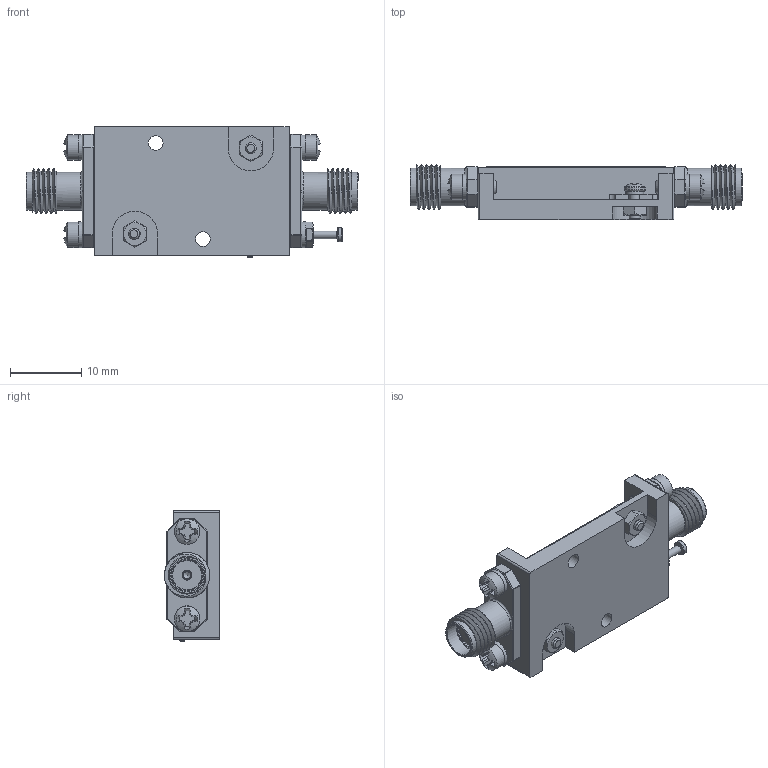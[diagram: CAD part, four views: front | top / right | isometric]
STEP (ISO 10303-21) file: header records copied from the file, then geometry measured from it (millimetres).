
FILE_DESCRIPTION (( 'STEP AP214' ), '1' );
FILE_NAME ('PLN-32-68-2-LCA.STEP', '2025-05-13T14:00:04', ( '' ), ( '' ), 'SwSTEP 2.0', 'SolidWorks 2024', '' );
FILE_SCHEMA (( 'AUTOMOTIVE_DESIGN' ));
Length unit declared in the file: inch
Products named in the file (1): PLN-32-68-2-LCA
Bounding box: 46.48 x 7.73 x 18.29 mm (x, y, z)
Volume: 3213.8 mm3; surface area: 4988.2 mm2
Topology: 27 solids, 27 shells, 807 faces, 2639 edges, 1986 vertices
Faces by surface type: plane 377, cylinder 207, cone 70, torus 70, sphere 63, bspline 20
Full cylindrical faces by diameter (mm): 0.305 x4, 0.508 x2, 0.635 x2, 0.711 x2, 0.762 x2, 1.016 x2, 1.067 x1, 1.18 x6, 1.27 x2, 1.295 x1, 1.524 x10, 1.6 x2, 1.702 x2, 1.93 x4, 1.956 x1, 2.007 x2, 2.057 x2, 2.184 x8, 2.515 x2, 2.591 x4, 2.896 x2, 2.946 x2, 3.175 x1, 3.302 x2, 3.556 x3, 4.191 x4, 4.597 x2, 5.283 x4
Entity records: 43708 total; most frequent: CARTESIAN_POINT 11191, ORIENTED_EDGE 4796, DIRECTION 4040, EDGE_CURVE 2398, VERTEX_POINT 1964, AXIS2_PLACEMENT_3D 1430, VECTOR 1180, LINE 1180
